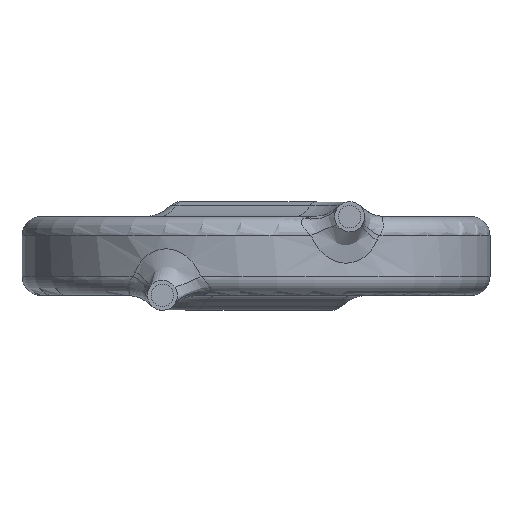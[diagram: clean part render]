
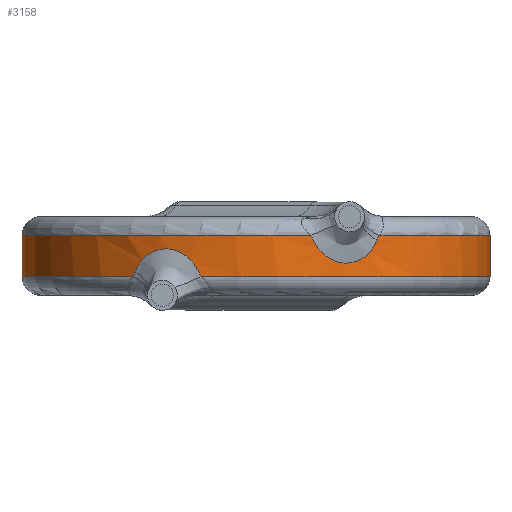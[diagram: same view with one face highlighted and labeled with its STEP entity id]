
A CAD part, front view. The second image highlights one B-rep face of the part: STEP entity #3158.
In plain terms, the highlighted cylindrical face has radius 6.25 mm (diameter 12.5 mm), a partial arc.
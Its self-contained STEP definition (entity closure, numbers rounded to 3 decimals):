
#13 = CARTESIAN_POINT ( 'NONE',  ( -1.658, -6.028, -0.181 ) ) ;
#19 = EDGE_CURVE ( 'NONE', #664, #5806, #3432, .T. ) ;
#52 = CARTESIAN_POINT ( 'NONE',  ( -3.151, -5.398, -0.233 ) ) ;
#135 = ORIENTED_EDGE ( 'NONE', *, *, #1068, .T. ) ;
#330 = CARTESIAN_POINT ( 'NONE',  ( 3.282, -5.319, 0.55 ) ) ;
#410 = EDGE_CURVE ( 'NONE', #2784, #4194, #1685, .T. ) ;
#418 = ORIENTED_EDGE ( 'NONE', *, *, #5281, .T. ) ;
#461 = ORIENTED_EDGE ( 'NONE', *, *, #6639, .T. ) ;
#464 = CARTESIAN_POINT ( 'NONE',  ( 1.469, -6.075, 0.55 ) ) ;
#555 = DIRECTION ( 'NONE',  ( -1., 0., 0. ) ) ;
#612 = CARTESIAN_POINT ( 'NONE',  ( -2.799, -5.589, 0.094 ) ) ;
#621 = DIRECTION ( 'NONE',  ( -1., 0., 0. ) ) ;
#664 = VERTEX_POINT ( 'NONE', #3715 ) ;
#745 = CARTESIAN_POINT ( 'NONE',  ( 0., 0., -0.55 ) ) ;
#785 = DIRECTION ( 'NONE',  ( 0., 0., -1. ) ) ;
#1068 = EDGE_CURVE ( 'NONE', #2784, #3668, #7891, .T. ) ;
#1260 = B_SPLINE_CURVE_WITH_KNOTS ( 'NONE', 3,
 ( #2593, #5098, #1294, #2031 ),
 .UNSPECIFIED., .F., .F.,
 ( 4, 4 ),
 ( 0., 0. ),
 .UNSPECIFIED. ) ;
#1294 = CARTESIAN_POINT ( 'NONE',  ( 3.251, -5.338, 0.461 ) ) ;
#1340 = CARTESIAN_POINT ( 'NONE',  ( -1.542, -6.057, -0.356 ) ) ;
#1450 = EDGE_CURVE ( 'NONE', #4194, #3605, #7629, .T. ) ;
#1498 = EDGE_LOOP ( 'NONE', ( #1788, #135, #7462, #461, #2244, #2339, #5589, #418, #4077, #6095 ) ) ;
#1619 = CIRCLE ( 'NONE', #3943, 6.25 ) ;
#1633 = CARTESIAN_POINT ( 'NONE',  ( -3.268, -5.328, -0.505 ) ) ;
#1685 = LINE ( 'NONE', #4797, #3970 ) ;
#1731 = CARTESIAN_POINT ( 'NONE',  ( 3.232, -5.349, 0.418 ) ) ;
#1758 = VERTEX_POINT ( 'NONE', #4602 ) ;
#1774 = CARTESIAN_POINT ( 'NONE',  ( 1.886, -5.959, -0.018 ) ) ;
#1788 = ORIENTED_EDGE ( 'NONE', *, *, #410, .F. ) ;
#1832 = VERTEX_POINT ( 'NONE', #4520 ) ;
#1924 = B_SPLINE_CURVE_WITH_KNOTS ( 'NONE', 3,
 ( #1731, #3589, #5458, #6553, #4767, #6705, #7774, #2908, #4729, #5940, #1774, #3520, #2225, #464 ),
 .UNSPECIFIED., .F., .F.,
 ( 4, 2, 2, 2, 2, 2, 4 ),
 ( 0., 0.001, 0.001, 0.001, 0.002, 0.002, 0.002 ),
 .UNSPECIFIED. ) ;
#1999 = DIRECTION ( 'NONE',  ( -1., 0., 0. ) ) ;
#2031 = CARTESIAN_POINT ( 'NONE',  ( 3.232, -5.349, 0.418 ) ) ;
#2225 = CARTESIAN_POINT ( 'NONE',  ( 1.542, -6.057, 0.356 ) ) ;
#2244 = ORIENTED_EDGE ( 'NONE', *, *, #3574, .T. ) ;
#2339 = ORIENTED_EDGE ( 'NONE', *, *, #19, .T. ) ;
#2593 = CARTESIAN_POINT ( 'NONE',  ( 3.282, -5.319, 0.55 ) ) ;
#2598 = CARTESIAN_POINT ( 'NONE',  ( -2.435, -5.757, 0.195 ) ) ;
#2775 = DIRECTION ( 'NONE',  ( 0., 0., -1. ) ) ;
#2784 = VERTEX_POINT ( 'NONE', #7632 ) ;
#2803 = B_SPLINE_CURVE_WITH_KNOTS ( 'NONE', 3,
 ( #5561, #52, #4986, #612, #4902, #6312, #2598, #6276, #4412, #6882, #3131, #13, #1340, #7524 ),
 .UNSPECIFIED., .F., .F.,
 ( 4, 2, 2, 2, 2, 2, 4 ),
 ( 0., 0.001, 0.001, 0.001, 0.002, 0.002, 0.002 ),
 .UNSPECIFIED. ) ;
#2842 = AXIS2_PLACEMENT_3D ( 'NONE', #4295, #3815, #1999 ) ;
#2908 = CARTESIAN_POINT ( 'NONE',  ( 2.245, -5.834, -0.179 ) ) ;
#2945 = CARTESIAN_POINT ( 'NONE',  ( -6.25, 0., -0.55 ) ) ;
#3131 = CARTESIAN_POINT ( 'NONE',  ( -1.886, -5.959, 0.018 ) ) ;
#3158 = ADVANCED_FACE ( 'NONE', ( #4007 ), #7267, .T. ) ;
#3213 = DIRECTION ( 'NONE',  ( 0., 0., -1. ) ) ;
#3383 = CARTESIAN_POINT ( 'NONE',  ( -6.25, 0., -7.293 ) ) ;
#3389 = B_SPLINE_CURVE_WITH_KNOTS ( 'NONE', 3,
 ( #7166, #1633, #5352, #6568 ),
 .UNSPECIFIED., .F., .F.,
 ( 4, 4 ),
 ( 0., 0. ),
 .UNSPECIFIED. ) ;
#3432 = LINE ( 'NONE', #3383, #4224 ) ;
#3445 = DIRECTION ( 'NONE',  ( 0., 0., -1. ) ) ;
#3520 = CARTESIAN_POINT ( 'NONE',  ( 1.658, -6.028, 0.181 ) ) ;
#3545 = EDGE_CURVE ( 'NONE', #6689, #3605, #2803, .T. ) ;
#3574 = EDGE_CURVE ( 'NONE', #4269, #664, #5036, .T. ) ;
#3589 = CARTESIAN_POINT ( 'NONE',  ( 3.151, -5.398, 0.233 ) ) ;
#3605 = VERTEX_POINT ( 'NONE', #7121 ) ;
#3668 = VERTEX_POINT ( 'NONE', #330 ) ;
#3708 = DIRECTION ( 'NONE',  ( 0., 0., -1. ) ) ;
#3715 = CARTESIAN_POINT ( 'NONE',  ( -6.25, 0., 0.55 ) ) ;
#3815 = DIRECTION ( 'NONE',  ( 0., 0., -1. ) ) ;
#3900 = DIRECTION ( 'NONE',  ( -1., 0., 0. ) ) ;
#3943 = AXIS2_PLACEMENT_3D ( 'NONE', #745, #5724, #555 ) ;
#3970 = VECTOR ( 'NONE', #785, 1000. ) ;
#4007 = FACE_OUTER_BOUND ( 'NONE', #1498, .T. ) ;
#4077 = ORIENTED_EDGE ( 'NONE', *, *, #3545, .T. ) ;
#4157 = AXIS2_PLACEMENT_3D ( 'NONE', #4417, #3213, #3900 ) ;
#4194 = VERTEX_POINT ( 'NONE', #6915 ) ;
#4224 = VECTOR ( 'NONE', #2775, 1000. ) ;
#4269 = VERTEX_POINT ( 'NONE', #6999 ) ;
#4295 = CARTESIAN_POINT ( 'NONE',  ( 0., 0., 0.55 ) ) ;
#4386 = CARTESIAN_POINT ( 'NONE',  ( 0., 0., 0.55 ) ) ;
#4412 = CARTESIAN_POINT ( 'NONE',  ( -2.149, -5.87, 0.153 ) ) ;
#4417 = CARTESIAN_POINT ( 'NONE',  ( 0., 0., -0.55 ) ) ;
#4520 = CARTESIAN_POINT ( 'NONE',  ( 3.232, -5.349, 0.418 ) ) ;
#4602 = CARTESIAN_POINT ( 'NONE',  ( -3.282, -5.319, -0.55 ) ) ;
#4729 = CARTESIAN_POINT ( 'NONE',  ( 2.149, -5.87, -0.153 ) ) ;
#4767 = CARTESIAN_POINT ( 'NONE',  ( 2.712, -5.632, -0.136 ) ) ;
#4797 = CARTESIAN_POINT ( 'NONE',  ( 6.25, 0., -7.293 ) ) ;
#4813 = EDGE_CURVE ( 'NONE', #1758, #5806, #1619, .T. ) ;
#4902 = CARTESIAN_POINT ( 'NONE',  ( -2.712, -5.632, 0.136 ) ) ;
#4986 = CARTESIAN_POINT ( 'NONE',  ( -3.031, -5.468, -0.072 ) ) ;
#5036 = CIRCLE ( 'NONE', #2842, 6.25 ) ;
#5098 = CARTESIAN_POINT ( 'NONE',  ( 3.268, -5.328, 0.505 ) ) ;
#5281 = EDGE_CURVE ( 'NONE', #1758, #6689, #3389, .T. ) ;
#5352 = CARTESIAN_POINT ( 'NONE',  ( -3.251, -5.338, -0.461 ) ) ;
#5458 = CARTESIAN_POINT ( 'NONE',  ( 3.031, -5.468, 0.072 ) ) ;
#5561 = CARTESIAN_POINT ( 'NONE',  ( -3.232, -5.349, -0.418 ) ) ;
#5589 = ORIENTED_EDGE ( 'NONE', *, *, #4813, .F. ) ;
#5724 = DIRECTION ( 'NONE',  ( 0., 0., -1. ) ) ;
#5806 = VERTEX_POINT ( 'NONE', #2945 ) ;
#5863 = CARTESIAN_POINT ( 'NONE',  ( 0., 0., -7.293 ) ) ;
#5940 = CARTESIAN_POINT ( 'NONE',  ( 1.97, -5.932, -0.073 ) ) ;
#6095 = ORIENTED_EDGE ( 'NONE', *, *, #1450, .F. ) ;
#6276 = CARTESIAN_POINT ( 'NONE',  ( -2.245, -5.834, 0.179 ) ) ;
#6312 = CARTESIAN_POINT ( 'NONE',  ( -2.532, -5.715, 0.186 ) ) ;
#6454 = AXIS2_PLACEMENT_3D ( 'NONE', #5863, #3445, #7113 ) ;
#6553 = CARTESIAN_POINT ( 'NONE',  ( 2.799, -5.589, -0.094 ) ) ;
#6568 = CARTESIAN_POINT ( 'NONE',  ( -3.232, -5.349, -0.418 ) ) ;
#6639 = EDGE_CURVE ( 'NONE', #1832, #4269, #1924, .T. ) ;
#6689 = VERTEX_POINT ( 'NONE', #7935 ) ;
#6705 = CARTESIAN_POINT ( 'NONE',  ( 2.532, -5.715, -0.186 ) ) ;
#6882 = CARTESIAN_POINT ( 'NONE',  ( -1.97, -5.932, 0.073 ) ) ;
#6915 = CARTESIAN_POINT ( 'NONE',  ( 6.25, 0., -0.55 ) ) ;
#6999 = CARTESIAN_POINT ( 'NONE',  ( 1.469, -6.075, 0.55 ) ) ;
#7113 = DIRECTION ( 'NONE',  ( -1., 0., 0. ) ) ;
#7121 = CARTESIAN_POINT ( 'NONE',  ( -1.469, -6.075, -0.55 ) ) ;
#7166 = CARTESIAN_POINT ( 'NONE',  ( -3.282, -5.319, -0.55 ) ) ;
#7267 = CYLINDRICAL_SURFACE ( 'NONE', #6454, 6.25 ) ;
#7462 = ORIENTED_EDGE ( 'NONE', *, *, #7475, .T. ) ;
#7475 = EDGE_CURVE ( 'NONE', #3668, #1832, #1260, .T. ) ;
#7524 = CARTESIAN_POINT ( 'NONE',  ( -1.469, -6.075, -0.55 ) ) ;
#7629 = CIRCLE ( 'NONE', #4157, 6.25 ) ;
#7632 = CARTESIAN_POINT ( 'NONE',  ( 6.25, 0., 0.55 ) ) ;
#7645 = AXIS2_PLACEMENT_3D ( 'NONE', #4386, #3708, #621 ) ;
#7774 = CARTESIAN_POINT ( 'NONE',  ( 2.435, -5.757, -0.195 ) ) ;
#7891 = CIRCLE ( 'NONE', #7645, 6.25 ) ;
#7935 = CARTESIAN_POINT ( 'NONE',  ( -3.232, -5.349, -0.418 ) ) ;
